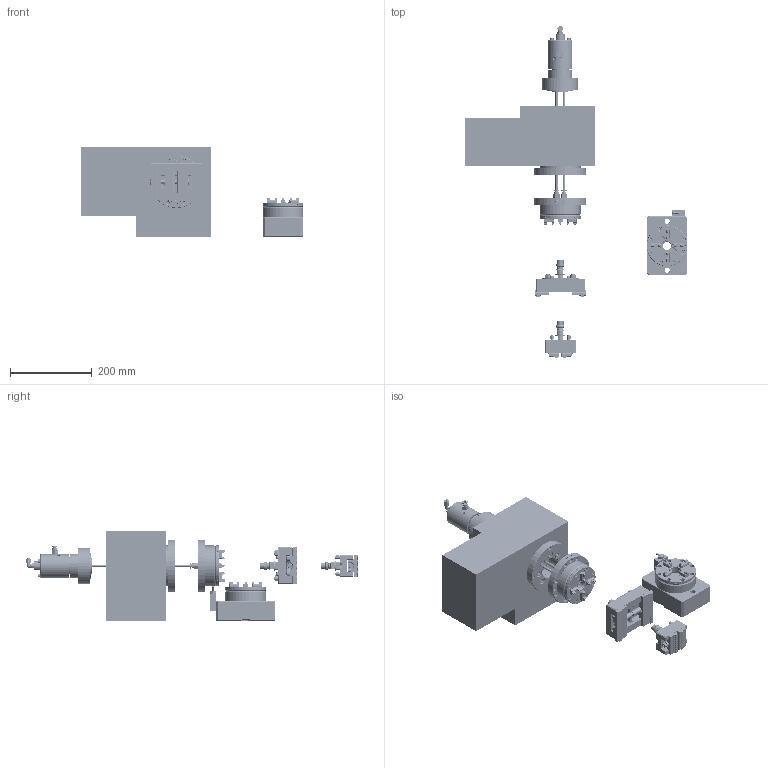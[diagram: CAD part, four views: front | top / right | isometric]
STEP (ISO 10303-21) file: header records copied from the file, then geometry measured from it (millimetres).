
FILE_DESCRIPTION(/* description */ (''),/* implementation_level */ '2;1');
FILE_NAME(/* name */ '',/* time_stamp */ '2021-02-26T17:19:02+08:00',/* author */ (''),/* organization */ (''),/* preprocessor_version */ 'ST-DEVELOPER v11',/* originating_system */ 'SIEMENS PLM Software NX 7.0',/* authorisation */ '');
FILE_SCHEMA (('CONFIG_CONTROL_DESIGN'));
Products named in the file (1): Admi8CB64hy3
Bounding box: 547 x 814.4 x 220 mm (x, y, z)
Volume: 10723412.6 mm3; surface area: 918640.7 mm2
Topology: 81 solids, 87 shells, 4535 faces, 11840 edges, 7755 vertices
Faces by surface type: plane 2462, cylinder 1446, cone 506, bspline 46, torus 39, extrusion 25, sphere 11
Full cylindrical faces by diameter (mm): 0.6 x16, 2.5 x32, 3 x15, 3.3 x2, 4 x27, 4.2 x17, 4.3 x3, 4.5 x11, 5 x92, 5.3 x4, 5.5 x8, 6 x55, 6.35 x2, 6.5 x8, 6.7 x12, 6.8 x9, 7 x23, 7.7 x7, 8 x20, 8.05 x7, 8.5 x21, 8.7 x2, 9 x23, 9.444 x1, 10 x56, 10.5 x27, 11 x34, 12 x7, 12.5 x2, 12.6 x2
Entity records: 146656 total; most frequent: CARTESIAN_POINT 42277, DIRECTION 21032, ORIENTED_EDGE 20412, EDGE_CURVE 10206, AXIS2_PLACEMENT_3D 7619, VERTEX_POINT 7259, EDGE_LOOP 6166, VECTOR 5794
